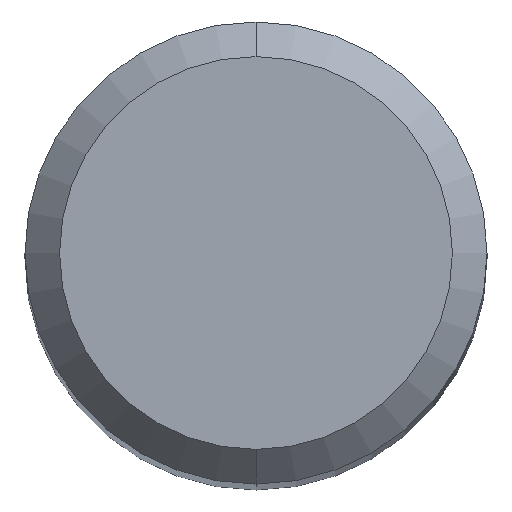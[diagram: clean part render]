
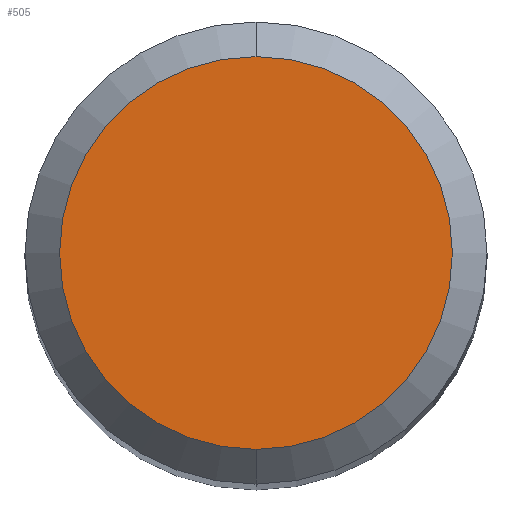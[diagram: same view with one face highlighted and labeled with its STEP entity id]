
A CAD part, top view. The second image highlights one B-rep face of the part: STEP entity #505.
In plain terms, the highlighted planar face has unit normal (0, 0, 1).
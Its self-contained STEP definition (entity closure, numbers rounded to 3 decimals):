
#411=VERTEX_POINT('',#989);
#425=EDGE_CURVE('',#823,#411,#1004,.T.);
#505=ADVANCED_FACE('',(#1088),#1089,.T.);
#733=EDGE_CURVE('',#411,#823,#1338,.T.);
#823=VERTEX_POINT('',#1439);
#989=CARTESIAN_POINT('',(0.0,1.7,0.0));
#1004=CIRCLE('',#1811,1.7);
#1088=FACE_OUTER_BOUND('',#2090,.T.);
#1089=PLANE('',#2091);
#1338=CIRCLE('',#3478,1.7);
#1439=CARTESIAN_POINT('',(0.,-1.7,0.0));
#1811=AXIS2_PLACEMENT_3D('',#5339,#5340,#5341);
#2090=EDGE_LOOP('',(#5395,#5396));
#2091=AXIS2_PLACEMENT_3D('',#5397,#5398,#5399);
#3478=AXIS2_PLACEMENT_3D('',#5657,#5658,#5659);
#5339=CARTESIAN_POINT('',(0.0,0.0,0.0));
#5340=DIRECTION('',(0.0,0.0,-1.0));
#5341=DIRECTION('',(0.0,1.0,0.0));
#5395=ORIENTED_EDGE('',*,*,#733,.F.);
#5396=ORIENTED_EDGE('',*,*,#425,.F.);
#5397=CARTESIAN_POINT('',(0.0,0.85,0.0));
#5398=DIRECTION('',(-0.0,0.0,1.0));
#5399=DIRECTION('',(0.0,-1.0,0.0));
#5657=CARTESIAN_POINT('',(0.0,0.0,0.0));
#5658=DIRECTION('',(0.0,0.0,-1.0));
#5659=DIRECTION('',(0.0,1.0,0.0));
